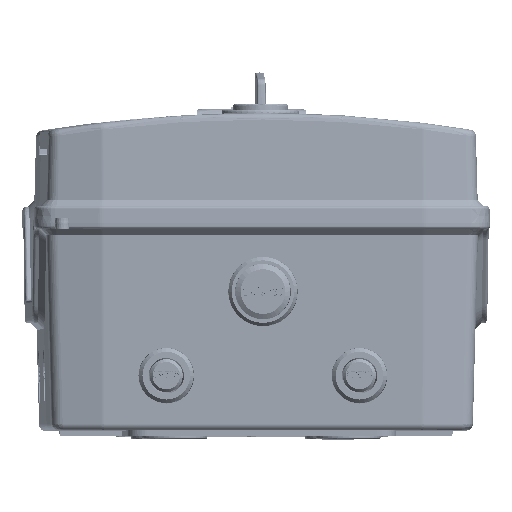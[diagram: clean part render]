
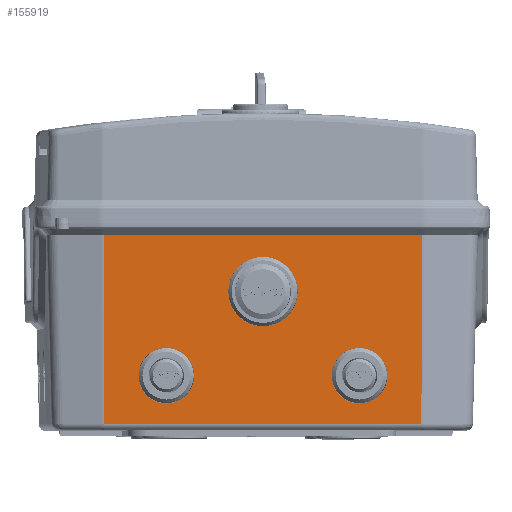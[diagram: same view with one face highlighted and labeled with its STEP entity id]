
A CAD part, top view. The second image highlights one B-rep face of the part: STEP entity #155919.
In plain terms, the highlighted face is planar.
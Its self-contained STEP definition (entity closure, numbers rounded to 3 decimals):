
#112967=DIRECTION('',(0.,1.,0.));
#112968=VECTOR('',#112967,115.288);
#112969=CARTESIAN_POINT('',(-95.887,-57.644,
-70.7));
#112970=LINE('',#112969,#112968);
#112974=DIRECTION('',(0.026,-0.003,1.));
#112975=VECTOR('',#112974,68.289);
#112976=CARTESIAN_POINT('',(-95.887,57.644,
-70.7));
#112977=LINE('',#112976,#112975);
#112981=DIRECTION('',(-0.026,-0.003,
-1.));
#112982=VECTOR('',#112981,68.289);
#112983=CARTESIAN_POINT('',(-94.1,-57.434,
-2.435));
#112984=LINE('',#112983,#112982);
#112988=CARTESIAN_POINT('',(-95.352,0.008,
-50.263));
#112989=DIRECTION('',(-1.,0.,0.026));
#112990=DIRECTION('',(0.026,0.,1.));
#112991=AXIS2_PLACEMENT_3D('',#112988,#112989,#112990);
#112996=CARTESIAN_POINT('',(-95.352,0.008,
-50.263));
#112997=DIRECTION('',(-1.,0.,0.026));
#112998=DIRECTION('',(-0.026,0.,-1.));
#112999=AXIS2_PLACEMENT_3D('',#112996,#112997,#112998);
#113004=CARTESIAN_POINT('',(-94.555,-34.992,
-19.8));
#113005=DIRECTION('',(-1.,0.,0.026));
#113006=DIRECTION('',(-0.026,0.,-1.));
#113007=AXIS2_PLACEMENT_3D('',#113004,#113005,#113006);
#113012=CARTESIAN_POINT('',(-94.555,35.008,
-19.8));
#113013=DIRECTION('',(-1.,0.,0.026));
#113014=DIRECTION('',(0.026,0.,1.));
#113015=AXIS2_PLACEMENT_3D('',#113012,#113013,#113014);
#113020=CARTESIAN_POINT('',(-94.555,35.008,
-19.8));
#113021=DIRECTION('',(-1.,0.,0.026));
#113022=DIRECTION('',(-0.026,0.,-1.));
#113023=AXIS2_PLACEMENT_3D('',#113020,#113021,#113022);
#116345=DIRECTION('',(0.,1.,0.));
#116346=VECTOR('',#116345,114.868);
#116347=CARTESIAN_POINT('',(-94.1,-57.434,
-2.435));
#116348=LINE('',#116347,#116346);
#139066=CARTESIAN_POINT('',(-94.819,-34.992,
-29.882));
#139067=CARTESIAN_POINT('',(-94.819,-34.168,
-29.882));
#139068=CARTESIAN_POINT('',(-94.813,-32.57,
-29.686));
#139069=CARTESIAN_POINT('',(-94.791,-30.266,
-28.819));
#139070=CARTESIAN_POINT('',(-94.754,-28.249,
-27.425));
#139071=CARTESIAN_POINT('',(-94.707,-26.634,
-25.611));
#139072=CARTESIAN_POINT('',(-94.65,-25.482,
-23.437));
#139073=CARTESIAN_POINT('',(-94.587,-24.889,
-21.053));
#139074=CARTESIAN_POINT('',(-94.523,-24.882,
-18.601));
#139075=CARTESIAN_POINT('',(-94.461,-25.461,
-16.22));
#139076=CARTESIAN_POINT('',(-94.404,-26.597,
-14.041));
#139077=CARTESIAN_POINT('',(-94.356,-28.21,
-12.207));
#139078=CARTESIAN_POINT('',(-94.319,-30.239,
-10.793));
#139079=CARTESIAN_POINT('',(-94.296,-32.562,
-9.914));
#139080=CARTESIAN_POINT('',(-94.291,-34.166,
-9.718));
#139081=CARTESIAN_POINT('',(-94.291,-34.992,
-9.718));
#149640=CARTESIAN_POINT('',(-95.887,-57.644,
-70.7));
#149641=CARTESIAN_POINT('',(-95.887,57.644,
-70.7));
#149642=VERTEX_POINT('',#149640);
#149643=VERTEX_POINT('',#149641);
#149644=CARTESIAN_POINT('',(-94.1,57.434,
-2.435));
#149645=VERTEX_POINT('',#149644);
#149646=CARTESIAN_POINT('',(-94.1,-57.434,
-2.435));
#149647=VERTEX_POINT('',#149646);
#149648=CARTESIAN_POINT('',(-95.023,0.008,
-37.682));
#149649=CARTESIAN_POINT('',(-95.682,0.008,
-62.845));
#149650=VERTEX_POINT('',#149648);
#149651=VERTEX_POINT('',#149649);
#149652=VERTEX_POINT('',#139066);
#149653=VERTEX_POINT('',#139081);
#149654=CARTESIAN_POINT('',(-94.291,35.008,
-9.718));
#149655=CARTESIAN_POINT('',(-94.819,35.008,
-29.882));
#149656=VERTEX_POINT('',#149654);
#149657=VERTEX_POINT('',#149655);
#155887=CARTESIAN_POINT('',(-95.107,5.561,
-40.915));
#155888=DIRECTION('',(1.,0.,-0.026));
#155889=DIRECTION('',(0.,-1.,0.));
#155890=AXIS2_PLACEMENT_3D('',#155887,#155888,#155889);
#155891=PLANE('',#155890);
#155892=ORIENTED_EDGE('',*,*,#155877,.T.);
#155894=ORIENTED_EDGE('',*,*,#155893,.T.);
#155896=ORIENTED_EDGE('',*,*,#155895,.F.);
#155898=ORIENTED_EDGE('',*,*,#155897,.T.);
#155899=EDGE_LOOP('',(#155892,#155894,#155896,#155898));
#155900=FACE_OUTER_BOUND('',#155899,.F.);
#155902=ORIENTED_EDGE('',*,*,#155901,.T.);
#155904=ORIENTED_EDGE('',*,*,#155903,.T.);
#155905=EDGE_LOOP('',(#155902,#155904));
#155906=FACE_BOUND('',#155905,.F.);
#155908=ORIENTED_EDGE('',*,*,#155907,.F.);
#155910=ORIENTED_EDGE('',*,*,#155909,.T.);
#155911=EDGE_LOOP('',(#155908,#155910));
#155912=FACE_BOUND('',#155911,.F.);
#155914=ORIENTED_EDGE('',*,*,#155913,.T.);
#155916=ORIENTED_EDGE('',*,*,#155915,.T.);
#155917=EDGE_LOOP('',(#155914,#155916));
#155918=FACE_BOUND('',#155917,.F.);
#112992=CIRCLE('',#112991,12.586);
#113000=CIRCLE('',#112999,12.586);
#113008=CIRCLE('',#113007,10.086);
#113016=CIRCLE('',#113015,10.086);
#113024=CIRCLE('',#113023,10.086);
#139082=B_SPLINE_CURVE_WITH_KNOTS('',3,(#139066,#139067,#139068,#139069,#139070,
#139071,#139072,#139073,#139074,#139075,#139076,#139077,#139078,#139079,#139080,
#139081),.UNSPECIFIED.,.F.,.F.,(4,1,1,1,1,1,1,1,1,1,1,1,1,4),(0.,
0.077,0.154,0.231,0.308,
0.385,0.462,0.538,0.615,
0.692,0.769,0.846,0.923,1.),
.UNSPECIFIED.);
#155877=EDGE_CURVE('',#149642,#149643,#112970,.T.);
#155893=EDGE_CURVE('',#149643,#149645,#112977,.T.);
#155895=EDGE_CURVE('',#149647,#149645,#116348,.T.);
#155897=EDGE_CURVE('',#149647,#149642,#112984,.T.);
#155901=EDGE_CURVE('',#149650,#149651,#112992,.T.);
#155903=EDGE_CURVE('',#149651,#149650,#113000,.T.);
#155907=EDGE_CURVE('',#149652,#149653,#139082,.T.);
#155909=EDGE_CURVE('',#149652,#149653,#113008,.T.);
#155913=EDGE_CURVE('',#149656,#149657,#113016,.T.);
#155915=EDGE_CURVE('',#149657,#149656,#113024,.T.);
#155919=ADVANCED_FACE('',(#155900,#155906,#155912,#155918),#155891,.F.);
